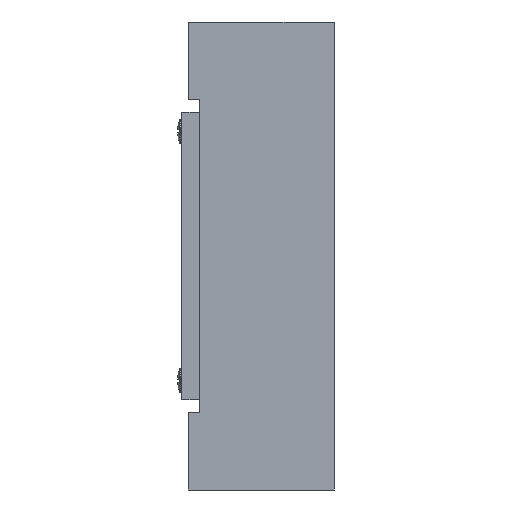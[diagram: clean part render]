
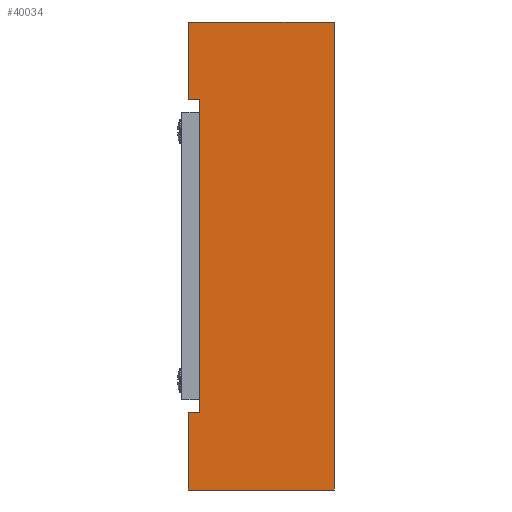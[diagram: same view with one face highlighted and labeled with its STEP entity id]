
A CAD part, front view. The second image highlights one B-rep face of the part: STEP entity #40034.
In plain terms, the highlighted planar face has unit normal (0, -1, 0).
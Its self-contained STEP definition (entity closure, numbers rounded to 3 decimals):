
#559 = CARTESIAN_POINT ( 'NONE',  ( -17., -17., 54.5 ) ) ;
#1456 = CARTESIAN_POINT ( 'NONE',  ( 17., -17., 54.5 ) ) ;
#1619 = LINE ( 'NONE', #39442, #9575 ) ;
#2588 = EDGE_CURVE ( 'NONE', #40425, #20394, #26377, .T. ) ;
#2661 = CARTESIAN_POINT ( 'NONE',  ( -17., -17., -54.5 ) ) ;
#3056 = DIRECTION ( 'NONE',  ( 0., 0., 1. ) ) ;
#3365 = DIRECTION ( 'NONE',  ( 1., 0., 0. ) ) ;
#3987 = VERTEX_POINT ( 'NONE', #41801 ) ;
#4860 = CARTESIAN_POINT ( 'NONE',  ( 17., -17., -54.5 ) ) ;
#4983 = CARTESIAN_POINT ( 'NONE',  ( -17., -17., -54.5 ) ) ;
#6625 = CARTESIAN_POINT ( 'NONE',  ( -14.5, -17., 36.5 ) ) ;
#7170 = VECTOR ( 'NONE', #3365, 1000. ) ;
#7247 = VERTEX_POINT ( 'NONE', #4860 ) ;
#7831 = EDGE_CURVE ( 'NONE', #33480, #20588, #46183, .T. ) ;
#9575 = VECTOR ( 'NONE', #42921, 1000. ) ;
#9702 = CARTESIAN_POINT ( 'NONE',  ( -14.5, -17., -36.5 ) ) ;
#9796 = DIRECTION ( 'NONE',  ( 0., 0., -1. ) ) ;
#9858 = CARTESIAN_POINT ( 'NONE',  ( -17., -17., -54.5 ) ) ;
#10536 = ORIENTED_EDGE ( 'NONE', *, *, #26163, .F. ) ;
#11623 = EDGE_CURVE ( 'NONE', #3987, #20588, #1619, .T. ) ;
#12971 = DIRECTION ( 'NONE',  ( 1., 0., 0. ) ) ;
#14890 = ORIENTED_EDGE ( 'NONE', *, *, #2588, .F. ) ;
#15158 = EDGE_CURVE ( 'NONE', #3987, #39098, #33970, .T. ) ;
#15167 = CARTESIAN_POINT ( 'NONE',  ( 17., -17., -54.5 ) ) ;
#15993 = CARTESIAN_POINT ( 'NONE',  ( -17., -17., -36.5 ) ) ;
#16012 = CARTESIAN_POINT ( 'NONE',  ( -17., -17., -54.5 ) ) ;
#16733 = VECTOR ( 'NONE', #40492, 1000. ) ;
#16840 = EDGE_CURVE ( 'NONE', #39098, #26809, #45726, .T. ) ;
#16966 = CARTESIAN_POINT ( 'NONE',  ( -17., -17., 36.5 ) ) ;
#18142 = AXIS2_PLACEMENT_3D ( 'NONE', #2661, #38579, #9796 ) ;
#20312 = EDGE_LOOP ( 'NONE', ( #10536, #14890, #27651, #35707, #36769, #41844, #31961, #40799 ) ) ;
#20394 = VERTEX_POINT ( 'NONE', #15993 ) ;
#20588 = VERTEX_POINT ( 'NONE', #6625 ) ;
#21089 = DIRECTION ( 'NONE',  ( 0., 0., 1. ) ) ;
#23537 = FACE_OUTER_BOUND ( 'NONE', #20312, .T. ) ;
#23603 = LINE ( 'NONE', #9858, #44007 ) ;
#24329 = VECTOR ( 'NONE', #3056, 1000. ) ;
#26163 = EDGE_CURVE ( 'NONE', #20394, #33480, #45679, .T. ) ;
#26377 = LINE ( 'NONE', #16012, #46202 ) ;
#26809 = VERTEX_POINT ( 'NONE', #1456 ) ;
#26939 = DIRECTION ( 'NONE',  ( 0., 0., 1. ) ) ;
#27651 = ORIENTED_EDGE ( 'NONE', *, *, #44365, .T. ) ;
#27743 = DIRECTION ( 'NONE',  ( 1., 0., 0. ) ) ;
#31501 = EDGE_CURVE ( 'NONE', #7247, #26809, #36020, .T. ) ;
#31961 = ORIENTED_EDGE ( 'NONE', *, *, #11623, .T. ) ;
#33480 = VERTEX_POINT ( 'NONE', #34607 ) ;
#33970 = LINE ( 'NONE', #16966, #24329 ) ;
#34607 = CARTESIAN_POINT ( 'NONE',  ( -14.5, -17., -36.5 ) ) ;
#34969 = PLANE ( 'NONE',  #18142 ) ;
#35381 = VECTOR ( 'NONE', #21089, 1000. ) ;
#35707 = ORIENTED_EDGE ( 'NONE', *, *, #31501, .T. ) ;
#36020 = LINE ( 'NONE', #15167, #16733 ) ;
#36769 = ORIENTED_EDGE ( 'NONE', *, *, #16840, .F. ) ;
#37134 = VECTOR ( 'NONE', #12971, 1000. ) ;
#38569 = CARTESIAN_POINT ( 'NONE',  ( -17., -17., -36.5 ) ) ;
#38579 = DIRECTION ( 'NONE',  ( 0., -1., 0. ) ) ;
#39098 = VERTEX_POINT ( 'NONE', #559 ) ;
#39442 = CARTESIAN_POINT ( 'NONE',  ( -17., -17., 36.5 ) ) ;
#40034 = ADVANCED_FACE ( 'NONE', ( #23537 ), #34969, .T. ) ;
#40425 = VERTEX_POINT ( 'NONE', #4983 ) ;
#40492 = DIRECTION ( 'NONE',  ( 0., 0., 1. ) ) ;
#40799 = ORIENTED_EDGE ( 'NONE', *, *, #7831, .F. ) ;
#41801 = CARTESIAN_POINT ( 'NONE',  ( -17., -17., 36.5 ) ) ;
#41844 = ORIENTED_EDGE ( 'NONE', *, *, #15158, .F. ) ;
#42921 = DIRECTION ( 'NONE',  ( 1., 0., 0. ) ) ;
#43285 = CARTESIAN_POINT ( 'NONE',  ( -17., -17., 54.5 ) ) ;
#44007 = VECTOR ( 'NONE', #27743, 1000. ) ;
#44365 = EDGE_CURVE ( 'NONE', #40425, #7247, #23603, .T. ) ;
#45679 = LINE ( 'NONE', #38569, #37134 ) ;
#45726 = LINE ( 'NONE', #43285, #7170 ) ;
#46183 = LINE ( 'NONE', #9702, #35381 ) ;
#46202 = VECTOR ( 'NONE', #26939, 1000. ) ;
